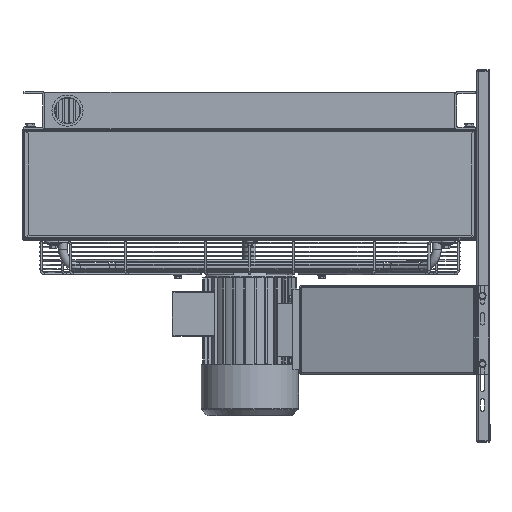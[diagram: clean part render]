
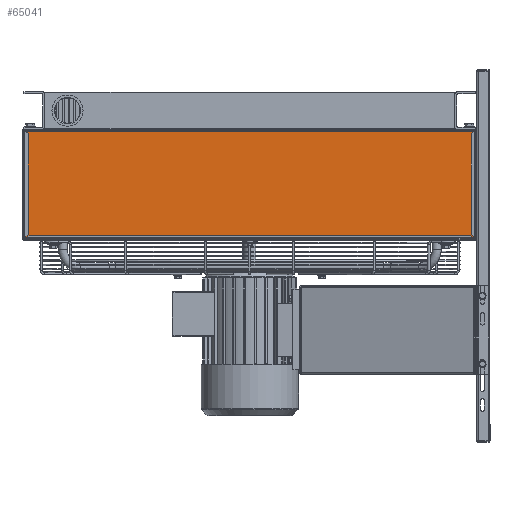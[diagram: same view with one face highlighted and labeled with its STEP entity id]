
A CAD part, left-side view. The second image highlights one B-rep face of the part: STEP entity #65041.
In plain terms, the highlighted planar face has unit normal (-1, 0, 0).
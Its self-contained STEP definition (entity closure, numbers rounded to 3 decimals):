
#64871=CARTESIAN_POINT('',(-509.,-507.,3.75));
#64872=VERTEX_POINT('',#64871);
#64880=CARTESIAN_POINT('',(-509.,-503.,3.75));
#64881=VERTEX_POINT('',#64880);
#64882=CARTESIAN_POINT('',(-509.,-503.,3.75));
#64883=DIRECTION('',(0.,-1.0,0.));
#64884=VECTOR('',#64883,4.);
#64885=LINE('',#64882,#64884);
#64886=EDGE_CURVE('',#64881,#64872,#64885,.T.);
#64888=CARTESIAN_POINT('',(-509.,503.,3.75));
#64889=VERTEX_POINT('',#64888);
#64896=CARTESIAN_POINT('',(-509.,507.,3.75));
#64897=VERTEX_POINT('',#64896);
#64898=CARTESIAN_POINT('',(-509.,507.,3.75));
#64899=DIRECTION('',(0.,-1.0,0.));
#64900=VECTOR('',#64899,4.);
#64901=LINE('',#64898,#64900);
#64902=EDGE_CURVE('',#64897,#64889,#64901,.T.);
#64956=CARTESIAN_POINT('',(-509.,0.,123.75));
#64957=DIRECTION('',(1.0,0.0,0.0));
#64958=DIRECTION('',(0.0,0.0,1.0));
#64959=AXIS2_PLACEMENT_3D('',#64956,#64957,#64958);
#64960=PLANE('',#64959);
#64961=CARTESIAN_POINT('',(-509.,-497.,9.75));
#64962=VERTEX_POINT('',#64961);
#64963=CARTESIAN_POINT('',(-509.,-503.,3.75));
#64964=DIRECTION('',(0.,0.707,0.707));
#64965=VECTOR('',#64964,8.485);
#64966=LINE('',#64963,#64965);
#64967=EDGE_CURVE('',#64881,#64962,#64966,.T.);
#64968=ORIENTED_EDGE('',*,*,#64967,.F.);
#64969=ORIENTED_EDGE('',*,*,#64886,.T.);
#64970=CARTESIAN_POINT('',(-509.,-499.,11.75));
#64971=VERTEX_POINT('',#64970);
#64972=CARTESIAN_POINT('',(-509.,-507.,3.75));
#64973=DIRECTION('',(0.,0.707,0.707));
#64974=VECTOR('',#64973,11.314);
#64975=LINE('',#64972,#64974);
#64976=EDGE_CURVE('',#64872,#64971,#64975,.T.);
#64977=ORIENTED_EDGE('',*,*,#64976,.T.);
#64978=CARTESIAN_POINT('',(-509.,-499.,237.75));
#64979=VERTEX_POINT('',#64978);
#64980=CARTESIAN_POINT('',(-509.,-499.,11.75));
#64981=DIRECTION('',(0.0,0.0,1.0));
#64982=VECTOR('',#64981,226.);
#64983=LINE('',#64980,#64982);
#64984=EDGE_CURVE('',#64971,#64979,#64983,.T.);
#64985=ORIENTED_EDGE('',*,*,#64984,.T.);
#64986=CARTESIAN_POINT('',(-509.,-505.,243.75));
#64987=VERTEX_POINT('',#64986);
#64988=CARTESIAN_POINT('',(-509.,-499.,237.75));
#64989=DIRECTION('',(0.,-0.707,0.707));
#64990=VECTOR('',#64989,8.485);
#64991=LINE('',#64988,#64990);
#64992=EDGE_CURVE('',#64979,#64987,#64991,.T.);
#64993=ORIENTED_EDGE('',*,*,#64992,.T.);
#64994=CARTESIAN_POINT('',(-509.,505.,243.75));
#64995=VERTEX_POINT('',#64994);
#64996=CARTESIAN_POINT('',(-509.,-505.,243.75));
#64997=DIRECTION('',(0.0,1.0,0.0));
#64998=VECTOR('',#64997,1010.);
#64999=LINE('',#64996,#64998);
#65000=EDGE_CURVE('',#64987,#64995,#64999,.T.);
#65001=ORIENTED_EDGE('',*,*,#65000,.T.);
#65002=CARTESIAN_POINT('',(-509.,499.,237.75));
#65003=VERTEX_POINT('',#65002);
#65004=CARTESIAN_POINT('',(-509.,499.,237.75));
#65005=DIRECTION('',(0.,0.707,0.707));
#65006=VECTOR('',#65005,8.485);
#65007=LINE('',#65004,#65006);
#65008=EDGE_CURVE('',#65003,#64995,#65007,.T.);
#65009=ORIENTED_EDGE('',*,*,#65008,.F.);
#65010=CARTESIAN_POINT('',(-509.,499.,11.75));
#65011=VERTEX_POINT('',#65010);
#65012=CARTESIAN_POINT('',(-509.,499.,11.75));
#65013=DIRECTION('',(0.0,0.0,1.0));
#65014=VECTOR('',#65013,226.);
#65015=LINE('',#65012,#65014);
#65016=EDGE_CURVE('',#65011,#65003,#65015,.T.);
#65017=ORIENTED_EDGE('',*,*,#65016,.F.);
#65018=CARTESIAN_POINT('',(-509.,507.,3.75));
#65019=DIRECTION('',(0.,-0.707,0.707));
#65020=VECTOR('',#65019,11.314);
#65021=LINE('',#65018,#65020);
#65022=EDGE_CURVE('',#64897,#65011,#65021,.T.);
#65023=ORIENTED_EDGE('',*,*,#65022,.F.);
#65024=ORIENTED_EDGE('',*,*,#64902,.T.);
#65025=CARTESIAN_POINT('',(-509.,497.,9.75));
#65026=VERTEX_POINT('',#65025);
#65027=CARTESIAN_POINT('',(-509.,497.,9.75));
#65028=DIRECTION('',(0.,0.707,-0.707));
#65029=VECTOR('',#65028,8.485);
#65030=LINE('',#65027,#65029);
#65031=EDGE_CURVE('',#65026,#64889,#65030,.T.);
#65032=ORIENTED_EDGE('',*,*,#65031,.F.);
#65033=CARTESIAN_POINT('',(-509.,-497.,9.75));
#65034=DIRECTION('',(0.0,1.0,0.0));
#65035=VECTOR('',#65034,994.);
#65036=LINE('',#65033,#65035);
#65037=EDGE_CURVE('',#64962,#65026,#65036,.T.);
#65038=ORIENTED_EDGE('',*,*,#65037,.F.);
#65039=EDGE_LOOP('',(#64968,#64969,#64977,#64985,#64993,#65001,#65009,#65017,#65023,#65024,#65032,#65038));
#65040=FACE_OUTER_BOUND('',#65039,.T.);
#65041=ADVANCED_FACE('',(#65040),#64960,.F.);
